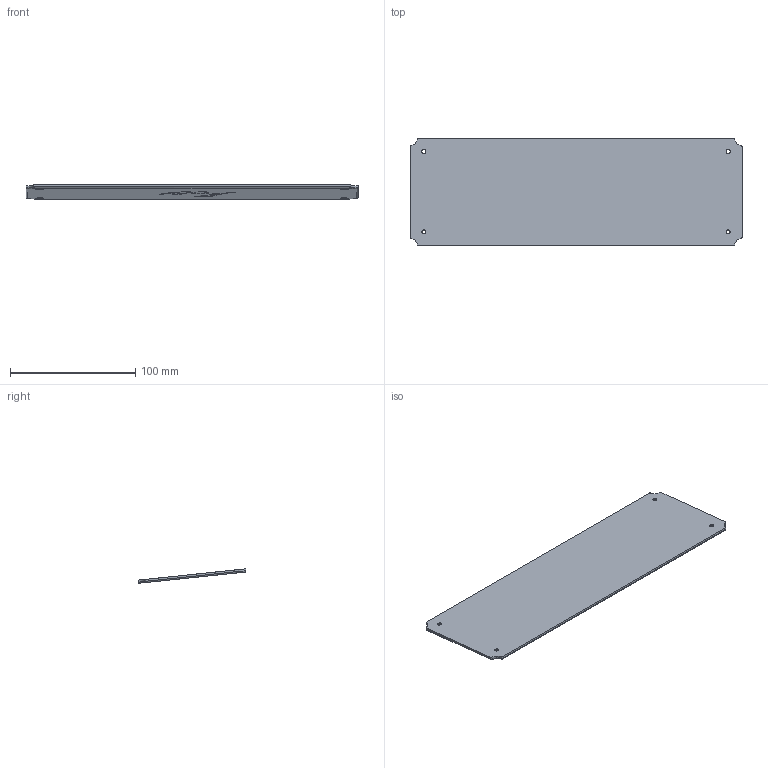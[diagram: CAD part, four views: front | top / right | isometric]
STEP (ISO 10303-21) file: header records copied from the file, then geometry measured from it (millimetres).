
FILE_DESCRIPTION(/* description */ (''),/* implementation_level */ '2;1');
FILE_NAME(/* name */ 'backplate with logo.step',/* time_stamp */ '2023-10-03T19:36:22+07:00',/* author */ (''),/* organization */ (''),/* preprocessor_version */ 'ST-DEVELOPER v20',/* originating_system */ 'Autodesk Translation Framework v12.14.0.127',/* authorisation */ '');
FILE_SCHEMA (('AUTOMOTIVE_DESIGN { 1 0 10303 214 3 1 1 }'));
Length unit declared in the file: millimetre
Products named in the file (1): bakeneko-65-case
Bounding box: 264.75 x 85.92 x 11.4 mm (x, y, z)
Volume: 56288.3 mm3; surface area: 47115.9 mm2
Topology: 1 solids, 1 shells, 179 faces, 490 edges, 312 vertices
Faces by surface type: bspline 136, cylinder 20, plane 15, cone 4, torus 4
Full cylindrical faces by diameter (mm): 3.2 x4
Entity records: 6327 total; most frequent: CARTESIAN_POINT 3082, ORIENTED_EDGE 964, EDGE_CURVE 482, DIRECTION 338, VERTEX_POINT 312, EDGE_LOOP 194, FACE_OUTER_BOUND 179, ADVANCED_FACE 179
